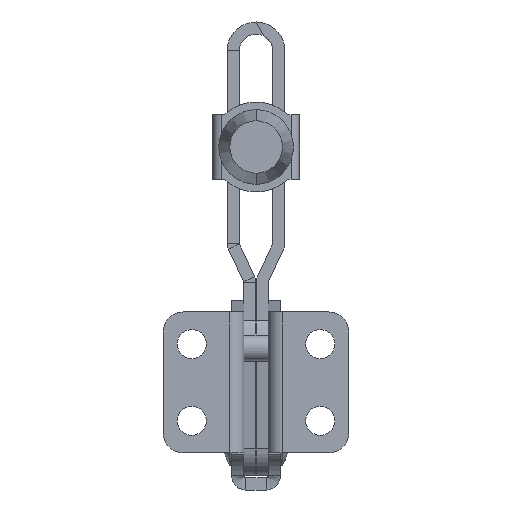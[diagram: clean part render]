
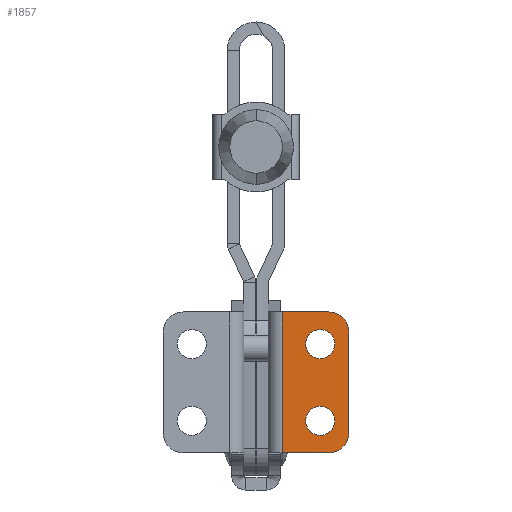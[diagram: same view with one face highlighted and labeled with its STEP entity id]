
A CAD part, front view. The second image highlights one B-rep face of the part: STEP entity #1857.
In plain terms, the highlighted planar face has unit normal (0, -1, 0).
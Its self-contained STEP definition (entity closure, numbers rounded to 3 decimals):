
#1857 = ADVANCED_FACE ( 'NONE', ( #9609, #9615, #9611 ), #13452, .F. ) ;
#4833 = VERTEX_POINT ( 'NONE', #18127 ) ;
#4835 = VERTEX_POINT ( 'NONE', #18124 ) ;
#4839 = VERTEX_POINT ( 'NONE', #18131 ) ;
#4844 = VERTEX_POINT ( 'NONE', #18134 ) ;
#4976 = VERTEX_POINT ( 'NONE', #18219 ) ;
#4982 = VERTEX_POINT ( 'NONE', #18223 ) ;
#4993 = VERTEX_POINT ( 'NONE', #18230 ) ;
#4996 = VERTEX_POINT ( 'NONE', #18232 ) ;
#4998 = VERTEX_POINT ( 'NONE', #18229 ) ;
#5000 = VERTEX_POINT ( 'NONE', #18231 ) ;
#5201 = ORIENTED_EDGE ( 'NONE', *, *, #7346, .F. ) ;
#5202 = ORIENTED_EDGE ( 'NONE', *, *, #7654, .F. ) ;
#5203 = ORIENTED_EDGE ( 'NONE', *, *, #7354, .F. ) ;
#5204 = ORIENTED_EDGE ( 'NONE', *, *, #7656, .F. ) ;
#5205 = ORIENTED_EDGE ( 'NONE', *, *, #7650, .F. ) ;
#5206 = ORIENTED_EDGE ( 'NONE', *, *, #7658, .T. ) ;
#5207 = ORIENTED_EDGE ( 'NONE', *, *, #7660, .T. ) ;
#5208 = ORIENTED_EDGE ( 'NONE', *, *, #7662, .T. ) ;
#5209 = ORIENTED_EDGE ( 'NONE', *, *, #7664, .T. ) ;
#5210 = ORIENTED_EDGE ( 'NONE', *, *, #7666, .T. ) ;
#6948 = EDGE_LOOP ( 'NONE', ( #5205, #5206, #5207, #5208, #5209, #5210 ) ) ;
#6949 = EDGE_LOOP ( 'NONE', ( #5203, #5204 ) ) ;
#6954 = EDGE_LOOP ( 'NONE', ( #5201, #5202 ) ) ;
#7346 = EDGE_CURVE ( 'NONE', #4833, #4835, #15900, .T. ) ;
#7354 = EDGE_CURVE ( 'NONE', #4839, #4844, #15914, .T. ) ;
#7650 = EDGE_CURVE ( 'NONE', #4993, #4982, #21738, .T. ) ;
#7654 = EDGE_CURVE ( 'NONE', #4835, #4833, #21747, .T. ) ;
#7656 = EDGE_CURVE ( 'NONE', #4844, #4839, #21749, .T. ) ;
#7658 = EDGE_CURVE ( 'NONE', #4993, #4976, #21751, .T. ) ;
#7660 = EDGE_CURVE ( 'NONE', #4976, #4996, #21755, .T. ) ;
#7662 = EDGE_CURVE ( 'NONE', #4996, #4998, #21757, .T. ) ;
#7664 = EDGE_CURVE ( 'NONE', #4998, #5000, #21753, .T. ) ;
#7666 = EDGE_CURVE ( 'NONE', #5000, #4982, #21763, .T. ) ;
#9609 = FACE_BOUND ( 'NONE', #6954, .T. ) ;
#9611 = FACE_OUTER_BOUND ( 'NONE', #6948, .T. ) ;
#9615 = FACE_BOUND ( 'NONE', #6949, .T. ) ;
#12226 = AXIS2_PLACEMENT_3D ( 'NONE', #13451, #13449, #13454 ) ;
#13449 = DIRECTION ( 'NONE',  ( 0., 1., 0. ) ) ;
#13451 = CARTESIAN_POINT ( 'NONE',  ( 18., -3., 36.1 ) ) ;
#13452 = PLANE ( 'NONE',  #12226 ) ;
#13454 = DIRECTION ( 'NONE',  ( -1., 0., 0. ) ) ;
#15900 = CIRCLE ( 'NONE', #19773, 3.6 ) ;
#15914 = CIRCLE ( 'NONE', #19775, 3.6 ) ;
#18124 = CARTESIAN_POINT ( 'NONE',  ( 19.5, -3., 14.15 ) ) ;
#18127 = CARTESIAN_POINT ( 'NONE',  ( 12.3, -3., 14.15 ) ) ;
#18131 = CARTESIAN_POINT ( 'NONE',  ( 12.3, -3., 33.15 ) ) ;
#18134 = CARTESIAN_POINT ( 'NONE',  ( 19.5, -3., 33.15 ) ) ;
#18219 = CARTESIAN_POINT ( 'NONE',  ( 18., -3., 6.2 ) ) ;
#18223 = CARTESIAN_POINT ( 'NONE',  ( 6.5, -3., 41.1 ) ) ;
#18229 = CARTESIAN_POINT ( 'NONE',  ( 23., -3., 36.1 ) ) ;
#18230 = CARTESIAN_POINT ( 'NONE',  ( 6.5, -3., 6.2 ) ) ;
#18231 = CARTESIAN_POINT ( 'NONE',  ( 18., -3., 41.1 ) ) ;
#18232 = CARTESIAN_POINT ( 'NONE',  ( 23., -3., 11.2 ) ) ;
#19517 = CARTESIAN_POINT ( 'NONE',  ( 15.9, -3., 14.15 ) ) ;
#19518 = DIRECTION ( 'NONE',  ( 0., -1., 0. ) ) ;
#19519 = DIRECTION ( 'NONE',  ( 1., 0., 0. ) ) ;
#19537 = CARTESIAN_POINT ( 'NONE',  ( 15.9, -3., 33.15 ) ) ;
#19538 = DIRECTION ( 'NONE',  ( 0., -1., 0. ) ) ;
#19539 = DIRECTION ( 'NONE',  ( 1., 0., 0. ) ) ;
#19773 = AXIS2_PLACEMENT_3D ( 'NONE', #19517, #19518, #19519 ) ;
#19775 = AXIS2_PLACEMENT_3D ( 'NONE', #19537, #19538, #19539 ) ;
#19846 = AXIS2_PLACEMENT_3D ( 'NONE', #21359, #21360, #21361 ) ;
#19848 = AXIS2_PLACEMENT_3D ( 'NONE', #21367, #21368, #21369 ) ;
#19850 = AXIS2_PLACEMENT_3D ( 'NONE', #21377, #21378, #21379 ) ;
#19852 = AXIS2_PLACEMENT_3D ( 'NONE', #21387, #21388, #21389 ) ;
#21346 = CARTESIAN_POINT ( 'NONE',  ( 6.5, -3., 36.1 ) ) ;
#21351 = DIRECTION ( 'NONE',  ( 0., 0., 1. ) ) ;
#21359 = CARTESIAN_POINT ( 'NONE',  ( 15.9, -3., 14.15 ) ) ;
#21360 = DIRECTION ( 'NONE',  ( 0., -1., 0. ) ) ;
#21361 = DIRECTION ( 'NONE',  ( 1., 0., 0. ) ) ;
#21367 = CARTESIAN_POINT ( 'NONE',  ( 15.9, -3., 33.15 ) ) ;
#21368 = DIRECTION ( 'NONE',  ( 0., -1., 0. ) ) ;
#21369 = DIRECTION ( 'NONE',  ( 1., 0., 0. ) ) ;
#21370 = CARTESIAN_POINT ( 'NONE',  ( 18., -3., 6.2 ) ) ;
#21371 = DIRECTION ( 'NONE',  ( 1., 0., 0. ) ) ;
#21377 = CARTESIAN_POINT ( 'NONE',  ( 18., -3., 11.2 ) ) ;
#21378 = DIRECTION ( 'NONE',  ( 0., -1., 0. ) ) ;
#21379 = DIRECTION ( 'NONE',  ( -1., 0., 0. ) ) ;
#21380 = CARTESIAN_POINT ( 'NONE',  ( 23., -3., 36.1 ) ) ;
#21381 = DIRECTION ( 'NONE',  ( 0., 0., 1. ) ) ;
#21387 = CARTESIAN_POINT ( 'NONE',  ( 18., -3., 36.1 ) ) ;
#21388 = DIRECTION ( 'NONE',  ( 0., -1., 0. ) ) ;
#21389 = DIRECTION ( 'NONE',  ( -1., 0., 0. ) ) ;
#21390 = CARTESIAN_POINT ( 'NONE',  ( 6., -3., 41.1 ) ) ;
#21391 = DIRECTION ( 'NONE',  ( -1., 0., 0. ) ) ;
#21738 = LINE ( 'NONE', #21346, #21743 ) ;
#21743 = VECTOR ( 'NONE', #21351, 1000. ) ;
#21747 = CIRCLE ( 'NONE', #19846, 3.6 ) ;
#21749 = CIRCLE ( 'NONE', #19848, 3.6 ) ;
#21751 = LINE ( 'NONE', #21370, #21754 ) ;
#21753 = CIRCLE ( 'NONE', #19852, 5. ) ;
#21754 = VECTOR ( 'NONE', #21371, 1000. ) ;
#21755 = CIRCLE ( 'NONE', #19850, 5. ) ;
#21757 = LINE ( 'NONE', #21380, #21760 ) ;
#21760 = VECTOR ( 'NONE', #21381, 1000. ) ;
#21763 = LINE ( 'NONE', #21390, #21766 ) ;
#21766 = VECTOR ( 'NONE', #21391, 1000. ) ;
